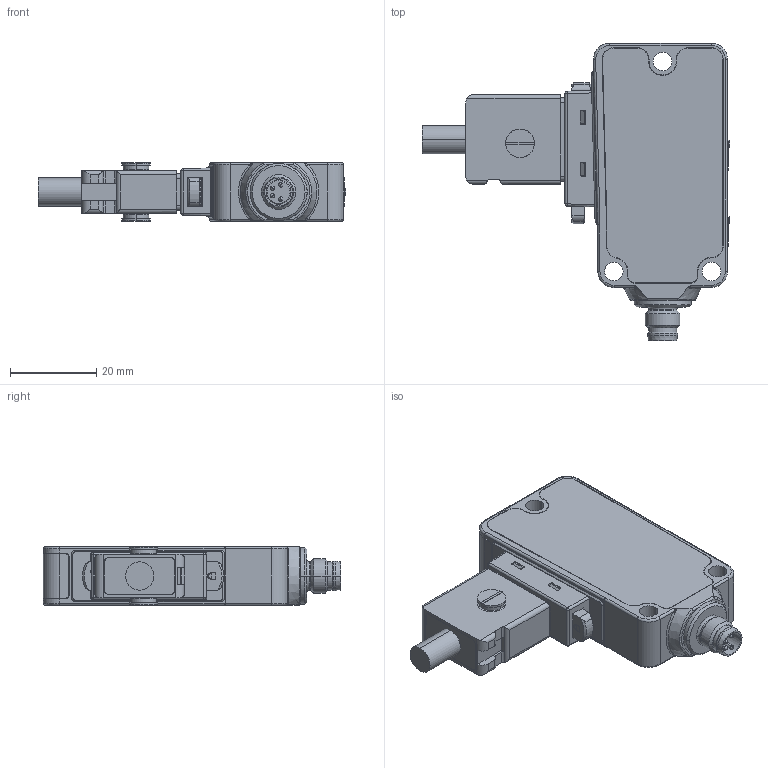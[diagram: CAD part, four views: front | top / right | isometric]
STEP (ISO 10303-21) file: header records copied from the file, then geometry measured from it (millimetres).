
FILE_DESCRIPTION((''),'2;1');
FILE_NAME('CAD-1651A_SW0001','2023-01-19T13:47:19',('creinig-se'),(''),'CREO PARAMETRIC BY PTC INC, 2019292','CREO PARAMETRIC BY PTC INC, 2019292','');
FILE_SCHEMA(('CONFIG_CONTROL_DESIGN','SHAPE_APPEARANCE_LAYERS_GROUPS'));
Length unit declared in the file: millimetre
Products named in the file (1): CAD-1651A_SW0001
Bounding box: 71.1 x 68.8 x 13.6 mm (x, y, z)
Volume: 28526.8 mm3; surface area: 13849.3 mm2
Topology: 2 solids, 2 shells, 1017 faces, 2738 edges, 1727 vertices
Faces by surface type: plane 510, cylinder 331, cone 82, torus 36, bspline 32, sphere 26
Entity records: 42417 total; most frequent: CARTESIAN_POINT 9887, ORIENTED_EDGE 5418, DIRECTION 5104, EDGE_CURVE 2709, AXIS2_PLACEMENT_3D 1732, VERTEX_POINT 1721, VECTOR 1640, LINE 1640
